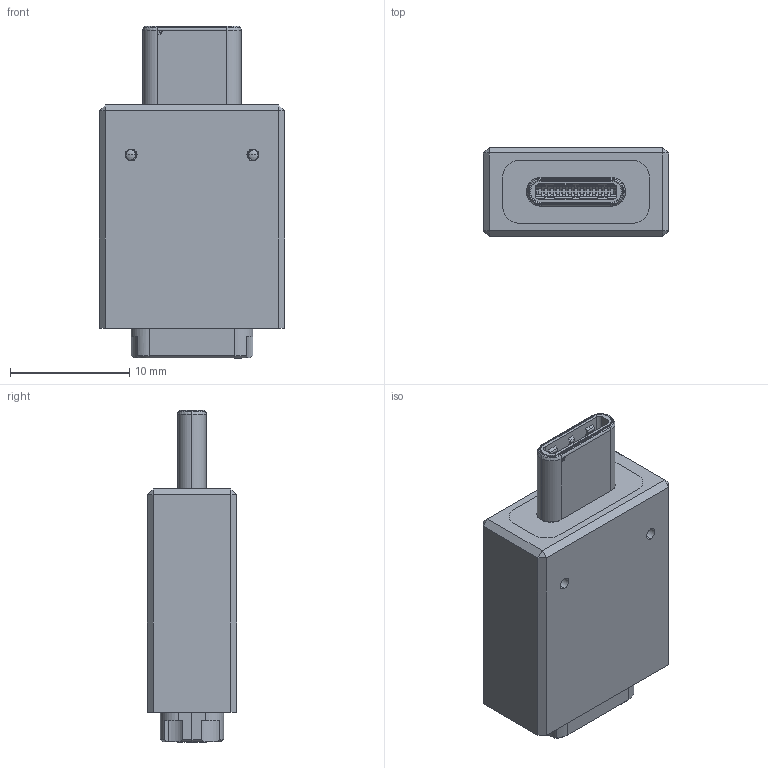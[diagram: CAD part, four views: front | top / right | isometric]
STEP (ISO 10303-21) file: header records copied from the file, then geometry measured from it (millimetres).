
FILE_DESCRIPTION (( 'STEP AP203' ), '1' );
FILE_NAME ('INGUN_112622.STEP', '2021-12-01T08:24:38', ( 'ochi' ), ( '' ), 'SwSTEP 2.0', 'SolidWorks 2018', '' );
FILE_SCHEMA (( 'CONFIG_CONTROL_DESIGN' ));
Length unit declared in the file: millimetre
Products named in the file (1): INGUN_112622
Bounding box: 15.5 x 7.5 x 27.8 mm (x, y, z)
Volume: 2345.2 mm3; surface area: 1533.9 mm2
Topology: 1 solids, 1 shells, 570 faces, 1577 edges, 1024 vertices
Faces by surface type: plane 361, cylinder 160, cone 33, sphere 8, bspline 8
Entity records: 18424 total; most frequent: CARTESIAN_POINT 3480, ORIENTED_EDGE 3138, DIRECTION 3041, EDGE_CURVE 1569, LINE 1131, VECTOR 1131, VERTEX_POINT 1024, AXIS2_PLACEMENT_3D 955
